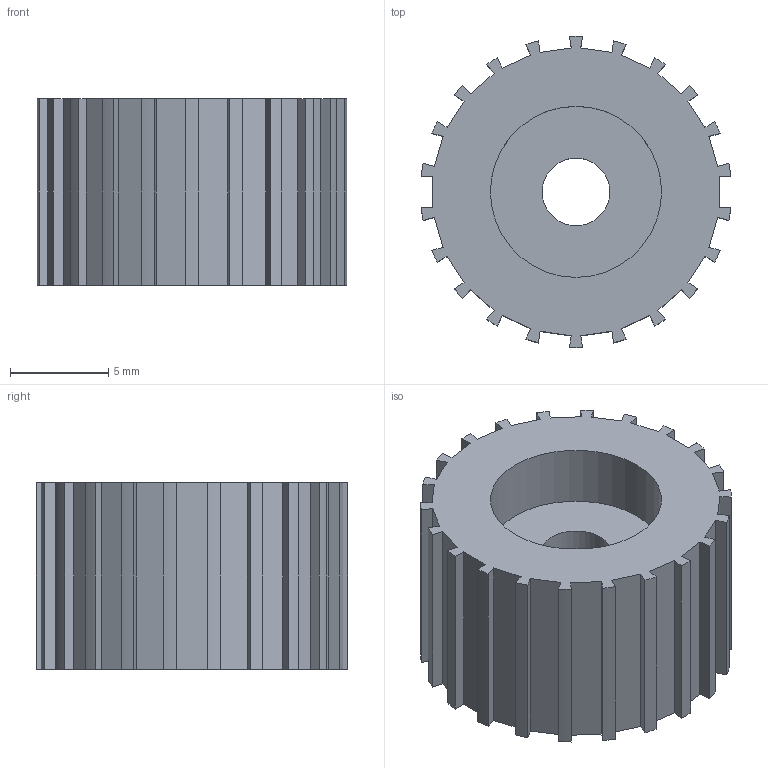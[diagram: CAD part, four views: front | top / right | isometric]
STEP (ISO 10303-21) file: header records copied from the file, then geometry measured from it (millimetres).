
FILE_DESCRIPTION(('FreeCAD Model'),'2;1');
FILE_NAME('Open CASCADE Shape Model','2025-07-30T10:16:57',(''),(''), 'Open CASCADE STEP processor 7.8','FreeCAD','Unknown');
FILE_SCHEMA(('AUTOMOTIVE_DESIGN { 1 0 10303 214 1 1 1 1 }'));
Length unit declared in the file: millimetre
Products named in the file (1): Body
Bounding box: 15.79 x 15.87 x 9.53 mm (x, y, z)
Volume: 1202.4 mm3; surface area: 1284.4 mm2
Topology: 1 solids, 1 shells, 100 faces, 288 edges, 192 vertices
Faces by surface type: plane 76, cylinder 24
Full cylindrical faces by diameter (mm): 3.454 x1, 8.731 x1
Entity records: 3286 total; most frequent: CARTESIAN_POINT 581, ORIENTED_EDGE 576, DIRECTION 538, EDGE_CURVE 288, LINE 240, VECTOR 240, VERTEX_POINT 192, AXIS2_PLACEMENT_3D 149
